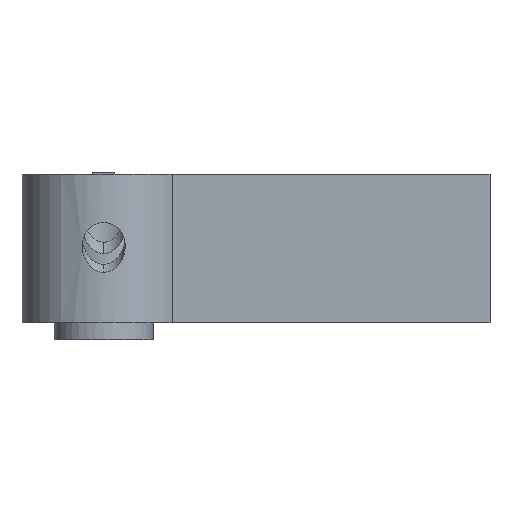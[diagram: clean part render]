
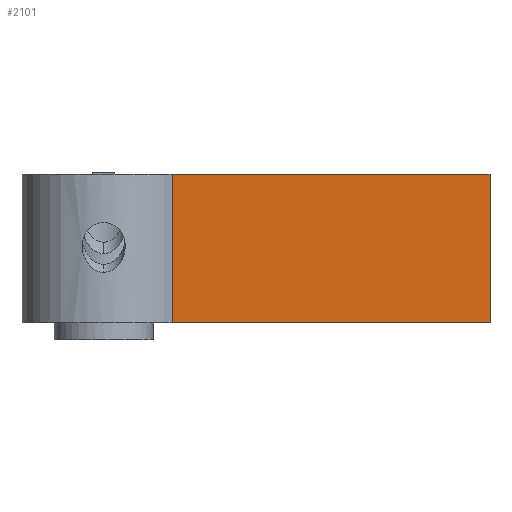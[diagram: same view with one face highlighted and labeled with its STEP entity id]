
A CAD part, front view. The second image highlights one B-rep face of the part: STEP entity #2101.
In plain terms, the highlighted planar face has unit normal (0, -1, 0).
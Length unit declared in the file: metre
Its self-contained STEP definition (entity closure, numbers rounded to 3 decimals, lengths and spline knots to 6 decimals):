
#345=DIRECTION('',(0.,0.,1.));
#346=VECTOR('',#345,0.02);
#347=CARTESIAN_POINT('',(0.00922,-0.006,0.0663));
#348=LINE('',#347,#346);
#895=DIRECTION('',(1.,0.,0.));
#896=VECTOR('',#895,0.04278);
#897=CARTESIAN_POINT('',(0.00922,-0.006,0.0663));
#898=LINE('',#897,#896);
#902=DIRECTION('',(-1.,0.,0.));
#903=VECTOR('',#902,0.04278);
#904=CARTESIAN_POINT('',(0.052,-0.006,0.0863));
#905=LINE('',#904,#903);
#916=DIRECTION('',(0.,0.,-1.));
#917=VECTOR('',#916,0.02);
#918=CARTESIAN_POINT('',(0.052,-0.006,0.0863));
#919=LINE('',#918,#917);
#1397=CARTESIAN_POINT('',(0.00922,-0.006,0.0863));
#1398=VERTEX_POINT('',#1397);
#1399=CARTESIAN_POINT('',(0.052,-0.006,0.0863));
#1400=VERTEX_POINT('',#1399);
#1453=CARTESIAN_POINT('',(0.00922,-0.006,0.0663));
#1454=VERTEX_POINT('',#1453);
#1481=CARTESIAN_POINT('',(0.052,-0.006,0.0663));
#1482=VERTEX_POINT('',#1481);
#2088=CARTESIAN_POINT('',(0.03061,-0.006,0.0663));
#2089=DIRECTION('',(0.,-1.,0.));
#2090=DIRECTION('',(0.,0.,-1.));
#2091=AXIS2_PLACEMENT_3D('',#2088,#2089,#2090);
#2092=PLANE('',#2091);
#2094=ORIENTED_EDGE('',*,*,#2093,.T.);
#2095=ORIENTED_EDGE('',*,*,#2061,.F.);
#2096=ORIENTED_EDGE('',*,*,#1617,.T.);
#2098=ORIENTED_EDGE('',*,*,#2097,.F.);
#2099=EDGE_LOOP('',(#2094,#2095,#2096,#2098));
#2100=FACE_OUTER_BOUND('',#2099,.F.);
#1617=EDGE_CURVE('',#1454,#1398,#348,.T.);
#2061=EDGE_CURVE('',#1454,#1482,#898,.T.);
#2093=EDGE_CURVE('',#1400,#1482,#919,.T.);
#2097=EDGE_CURVE('',#1400,#1398,#905,.T.);
#2101=ADVANCED_FACE('',(#2100),#2092,.T.);
